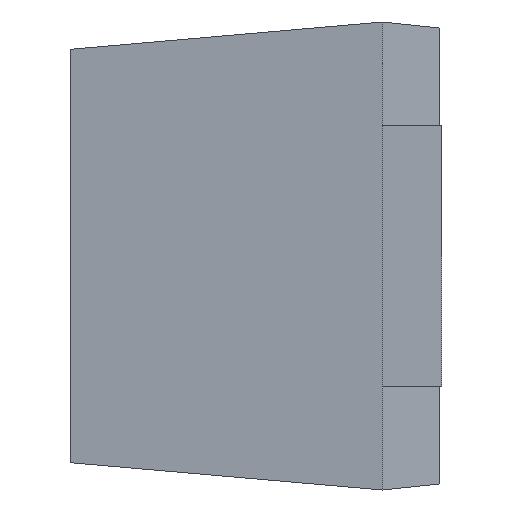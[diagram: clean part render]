
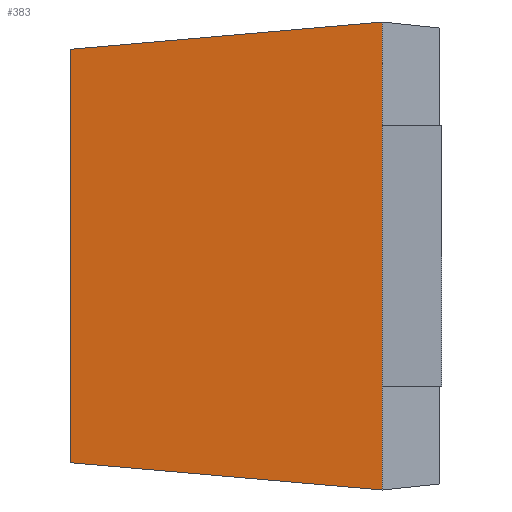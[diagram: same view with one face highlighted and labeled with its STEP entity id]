
A CAD part, left-side view. The second image highlights one B-rep face of the part: STEP entity #383.
In plain terms, the highlighted planar face has unit normal (-0.996, 0.087, 0).
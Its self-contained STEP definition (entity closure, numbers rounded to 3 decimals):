
#11 = EDGE_CURVE ( 'NONE', #55, #366, #412, .T. ) ;
#25 = ORIENTED_EDGE ( 'NONE', *, *, #616, .F. ) ;
#28 = CARTESIAN_POINT ( 'NONE',  ( -1.4, 0.23, 0.9 ) ) ;
#47 = ORIENTED_EDGE ( 'NONE', *, *, #11, .T. ) ;
#55 = VERTEX_POINT ( 'NONE', #619 ) ;
#59 = DIRECTION ( 'NONE',  ( 0., 0., 1. ) ) ;
#68 = CARTESIAN_POINT ( 'NONE',  ( -1.295, 1.43, 0.795 ) ) ;
#109 = VERTEX_POINT ( 'NONE', #720 ) ;
#124 = DIRECTION ( 'NONE',  ( 0., 0., 1. ) ) ;
#132 = CARTESIAN_POINT ( 'NONE',  ( -1.4, 0.23, 0.9 ) ) ;
#219 = DIRECTION ( 'NONE',  ( 0., 0., 1. ) ) ;
#242 = LINE ( 'NONE', #310, #520 ) ;
#257 = EDGE_CURVE ( 'NONE', #587, #366, #754, .T. ) ;
#267 = EDGE_CURVE ( 'NONE', #109, #55, #449, .T. ) ;
#276 = CARTESIAN_POINT ( 'NONE',  ( -1.4, 0.23, -0.9 ) ) ;
#304 = CARTESIAN_POINT ( 'NONE',  ( -1.4, 0.23, 0.9 ) ) ;
#308 = ORIENTED_EDGE ( 'NONE', *, *, #644, .T. ) ;
#310 = CARTESIAN_POINT ( 'NONE',  ( -1.295, 1.43, 0.9 ) ) ;
#317 = CARTESIAN_POINT ( 'NONE',  ( -1.386, 0.385, -0.886 ) ) ;
#324 = VERTEX_POINT ( 'NONE', #276 ) ;
#329 = DIRECTION ( 'NONE',  ( -0.996, 0.087, 0. ) ) ;
#349 = ORIENTED_EDGE ( 'NONE', *, *, #591, .T. ) ;
#366 = VERTEX_POINT ( 'NONE', #132 ) ;
#383 = ADVANCED_FACE ( 'NONE', ( #815 ), #559, .T. ) ;
#393 = DIRECTION ( 'NONE',  ( 0., 0., 1. ) ) ;
#412 = LINE ( 'NONE', #304, #420 ) ;
#413 = DIRECTION ( 'NONE',  ( -0.087, -0.992, -0.087 ) ) ;
#420 = VECTOR ( 'NONE', #393, 1000. ) ;
#448 = VECTOR ( 'NONE', #470, 1000. ) ;
#449 = LINE ( 'NONE', #28, #758 ) ;
#470 = DIRECTION ( 'NONE',  ( -0.087, -0.992, 0.087 ) ) ;
#477 = CARTESIAN_POINT ( 'NONE',  ( -1.295, 1.43, -0.795 ) ) ;
#520 = VECTOR ( 'NONE', #219, 1000. ) ;
#538 = VECTOR ( 'NONE', #59, 1000. ) ;
#544 = VECTOR ( 'NONE', #413, 1000. ) ;
#559 = PLANE ( 'NONE',  #764 ) ;
#587 = VERTEX_POINT ( 'NONE', #68 ) ;
#591 = EDGE_CURVE ( 'NONE', #324, #109, #854, .T. ) ;
#603 = EDGE_LOOP ( 'NONE', ( #25, #308, #349, #715, #47, #695 ) ) ;
#616 = EDGE_CURVE ( 'NONE', #691, #587, #242, .T. ) ;
#619 = CARTESIAN_POINT ( 'NONE',  ( -1.4, 0.23, 0.5 ) ) ;
#644 = EDGE_CURVE ( 'NONE', #691, #324, #859, .T. ) ;
#691 = VERTEX_POINT ( 'NONE', #477 ) ;
#695 = ORIENTED_EDGE ( 'NONE', *, *, #257, .F. ) ;
#715 = ORIENTED_EDGE ( 'NONE', *, *, #267, .T. ) ;
#720 = CARTESIAN_POINT ( 'NONE',  ( -1.4, 0.23, -0.5 ) ) ;
#745 = CARTESIAN_POINT ( 'NONE',  ( -1.4, 0.23, 0.9 ) ) ;
#752 = CARTESIAN_POINT ( 'NONE',  ( -1.4, 0.23, 0.9 ) ) ;
#754 = LINE ( 'NONE', #745, #448 ) ;
#758 = VECTOR ( 'NONE', #124, 1000. ) ;
#764 = AXIS2_PLACEMENT_3D ( 'NONE', #862, #329, #890 ) ;
#815 = FACE_OUTER_BOUND ( 'NONE', #603, .T. ) ;
#854 = LINE ( 'NONE', #752, #538 ) ;
#859 = LINE ( 'NONE', #317, #544 ) ;
#862 = CARTESIAN_POINT ( 'NONE',  ( -1.4, 0.23, 0.9 ) ) ;
#890 = DIRECTION ( 'NONE',  ( -0.087, -0.996, 0. ) ) ;
